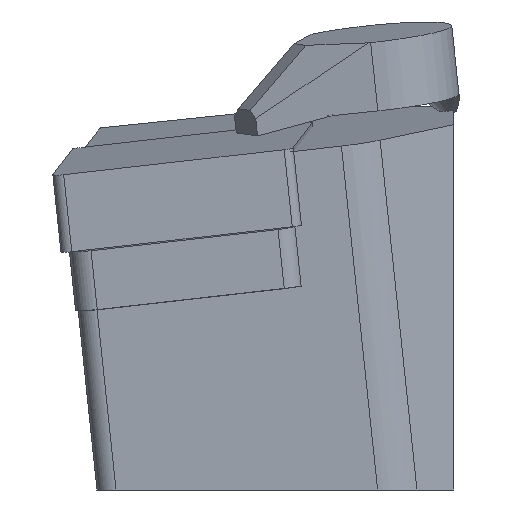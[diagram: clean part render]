
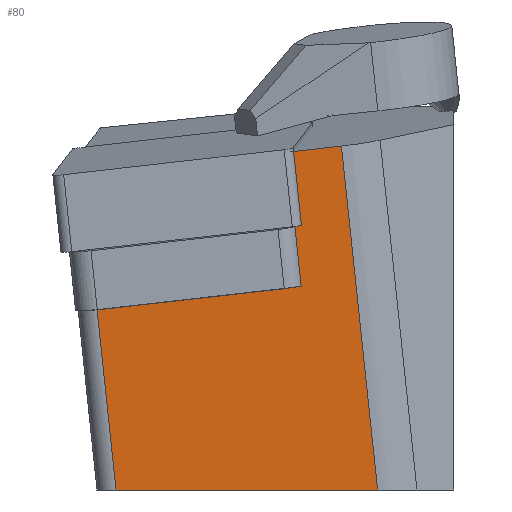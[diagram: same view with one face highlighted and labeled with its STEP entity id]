
A CAD part, left-side view. The second image highlights one B-rep face of the part: STEP entity #80.
In plain terms, the highlighted planar face has unit normal (-0.992, -0.087, -0.096).
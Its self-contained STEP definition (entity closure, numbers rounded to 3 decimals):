
#80=ADVANCED_FACE('',(#171),#132,.F.);
#132=PLANE('',#1039);
#171=FACE_OUTER_BOUND('',#224,.T.);
#224=EDGE_LOOP('',(#538,#539,#540,#541,#542,#543,#544));
#274=LINE('',#1403,#377);
#277=LINE('',#1416,#380);
#287=LINE('',#1438,#390);
#308=LINE('',#1492,#411);
#309=LINE('',#1494,#412);
#310=LINE('',#1495,#413);
#311=LINE('',#1497,#414);
#377=VECTOR('',#1118,1.);
#380=VECTOR('',#1129,1.);
#390=VECTOR('',#1147,1.);
#411=VECTOR('',#1184,1.);
#412=VECTOR('',#1187,1.);
#413=VECTOR('',#1188,1.);
#414=VECTOR('',#1189,1.);
#538=ORIENTED_EDGE('',*,*,#864,.F.);
#539=ORIENTED_EDGE('',*,*,#902,.T.);
#540=ORIENTED_EDGE('',*,*,#901,.T.);
#541=ORIENTED_EDGE('',*,*,#903,.F.);
#542=ORIENTED_EDGE('',*,*,#904,.T.);
#543=ORIENTED_EDGE('',*,*,#858,.F.);
#544=ORIENTED_EDGE('',*,*,#875,.T.);
#765=VERTEX_POINT('',#1402);
#766=VERTEX_POINT('',#1404);
#770=VERTEX_POINT('',#1414);
#772=VERTEX_POINT('',#1417);
#797=VERTEX_POINT('',#1489);
#798=VERTEX_POINT('',#1491);
#799=VERTEX_POINT('',#1496);
#858=EDGE_CURVE('',#765,#766,#274,.T.);
#864=EDGE_CURVE('',#770,#772,#277,.T.);
#875=EDGE_CURVE('',#765,#772,#287,.T.);
#901=EDGE_CURVE('',#797,#798,#308,.T.);
#902=EDGE_CURVE('',#770,#797,#309,.T.);
#903=EDGE_CURVE('',#799,#798,#310,.T.);
#904=EDGE_CURVE('',#799,#766,#311,.T.);
#1039=AXIS2_PLACEMENT_3D('',#1498,#1190,#1191);
#1118=DIRECTION('',(0.076,-0.991,0.112));
#1129=DIRECTION('',(0.076,-0.991,0.112));
#1147=DIRECTION('',(0.105,-0.104,-0.989));
#1184=DIRECTION('',(0.105,-0.104,-0.989));
#1187=DIRECTION('',(-0.076,0.991,-0.112));
#1188=DIRECTION('',(-0.087,0.996,0.));
#1189=DIRECTION('',(-0.105,0.104,0.989));
#1190=DIRECTION('',(0.992,0.087,0.096));
#1191=DIRECTION('',(0.096,0.,-0.995));
#1402=CARTESIAN_POINT('',(2.187,13.268,1.897));
#1403=CARTESIAN_POINT('',(0.942,29.523,0.057));
#1404=CARTESIAN_POINT('',(2.519,8.937,2.387));
#1414=CARTESIAN_POINT('',(3.272,12.741,-8.863));
#1416=CARTESIAN_POINT('',(2.072,28.399,-10.635));
#1417=CARTESIAN_POINT('',(3.317,12.144,-8.795));
#1438=CARTESIAN_POINT('',(1.749,13.703,6.041));
#1489=CARTESIAN_POINT('',(2.072,28.399,-10.635));
#1491=CARTESIAN_POINT('',(3.591,26.889,-25.));
#1492=CARTESIAN_POINT('',(6.66,23.836,-54.046));
#1494=CARTESIAN_POINT('',(2.072,28.399,-10.635));
#1495=CARTESIAN_POINT('',(3.879,23.593,-25.));
#1496=CARTESIAN_POINT('',(5.413,6.059,-25.));
#1497=CARTESIAN_POINT('',(8.237,3.251,-51.715));
#1498=CARTESIAN_POINT('',(6.66,23.836,-54.046));
